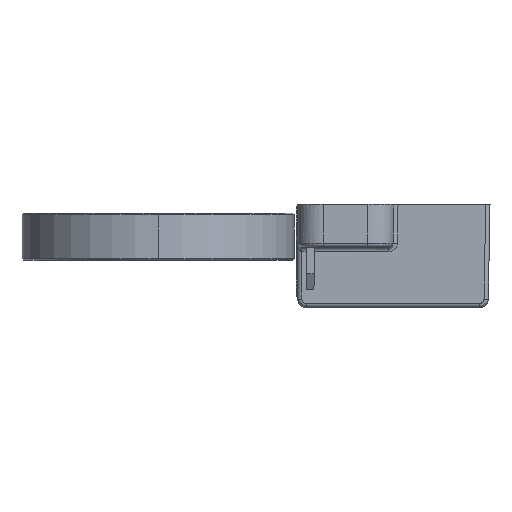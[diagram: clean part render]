
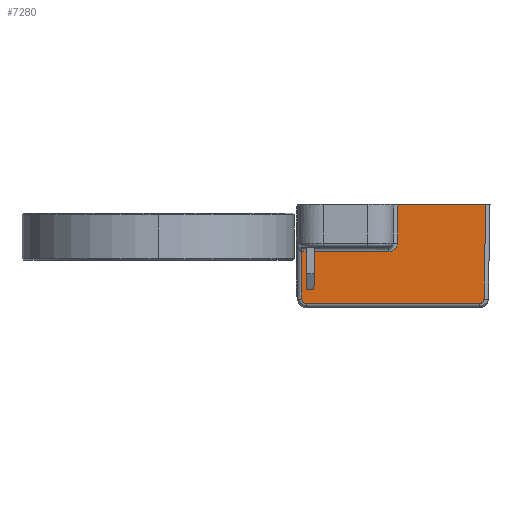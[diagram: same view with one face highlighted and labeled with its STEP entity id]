
A CAD part, front view. The second image highlights one B-rep face of the part: STEP entity #7280.
In plain terms, the highlighted planar face has unit normal (0, -1, -0.018).
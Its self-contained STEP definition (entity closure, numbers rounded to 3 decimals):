
#2953=DIRECTION('',(1.,0.,0.));
#2954=VECTOR('',#2953,20.208);
#2955=CARTESIAN_POINT('',(1.,-15.799,
-11.509));
#2956=LINE('',#2955,#2954);
#2961=CARTESIAN_POINT('',(10.621,-15.904,
-5.491));
#2962=CARTESIAN_POINT('',(10.661,-15.904,
-5.491));
#2963=CARTESIAN_POINT('',(10.739,-15.904,
-5.487));
#2964=CARTESIAN_POINT('',(10.856,-15.905,
-5.466));
#2965=CARTESIAN_POINT('',(10.971,-15.905,
-5.431));
#2966=CARTESIAN_POINT('',(11.082,-15.906,
-5.382));
#2967=CARTESIAN_POINT('',(11.185,-15.907,
-5.32));
#2968=CARTESIAN_POINT('',(11.28,-15.908,
-5.247));
#2969=CARTESIAN_POINT('',(11.365,-15.91,
-5.163));
#2970=CARTESIAN_POINT('',(11.44,-15.912,
-5.069));
#2971=CARTESIAN_POINT('',(11.504,-15.913,
-4.967));
#2972=CARTESIAN_POINT('',(11.554,-15.915,
-4.858));
#2973=CARTESIAN_POINT('',(11.592,-15.917,
-4.743));
#2974=CARTESIAN_POINT('',(11.615,-15.919,
-4.626));
#2975=CARTESIAN_POINT('',(11.621,-15.921,
-4.548));
#2976=CARTESIAN_POINT('',(11.621,-15.921,
-4.509));
#2978=DIRECTION('',(0.017,-0.017,1.));
#2979=VECTOR('',#2978,4.51);
#2980=CARTESIAN_POINT('',(11.621,-15.921,
-4.509));
#2981=LINE('',#2980,#2979);
#2982=DIRECTION('',(1.,0.,0.));
#2983=VECTOR('',#2982,10.2);
#2984=CARTESIAN_POINT('',(11.7,-16.,
0.));
#2985=LINE('',#2984,#2983);
#2986=DIRECTION('',(-0.017,0.017,-1.));
#2987=VECTOR('',#2986,11.021);
#2988=CARTESIAN_POINT('',(21.9,-16.,
0.));
#2989=LINE('',#2988,#2987);
#2990=CARTESIAN_POINT('',(21.708,-15.808,
-11.017));
#2991=CARTESIAN_POINT('',(21.707,-15.807,
-11.04));
#2992=CARTESIAN_POINT('',(21.703,-15.806,
-11.086));
#2993=CARTESIAN_POINT('',(21.688,-15.805,
-11.155));
#2994=CARTESIAN_POINT('',(21.662,-15.804,
-11.222));
#2995=CARTESIAN_POINT('',(21.627,-15.803,
-11.284));
#2996=CARTESIAN_POINT('',(21.584,-15.802,
-11.341));
#2997=CARTESIAN_POINT('',(21.533,-15.801,
-11.39));
#2998=CARTESIAN_POINT('',(21.476,-15.8,
-11.433));
#2999=CARTESIAN_POINT('',(21.413,-15.8,
-11.467));
#3000=CARTESIAN_POINT('',(21.346,-15.799,
-11.491));
#3001=CARTESIAN_POINT('',(21.277,-15.799,
-11.506));
#3002=CARTESIAN_POINT('',(21.231,-15.799,
-11.509));
#3003=CARTESIAN_POINT('',(21.208,-15.799,
-11.509));
#3005=CARTESIAN_POINT('',(1.,-15.799,
-11.509));
#3006=CARTESIAN_POINT('',(0.977,-15.799,
-11.509));
#3007=CARTESIAN_POINT('',(0.93,-15.799,
-11.506));
#3008=CARTESIAN_POINT('',(0.86,-15.799,
-11.491));
#3009=CARTESIAN_POINT('',(0.793,-15.8,
-11.466));
#3010=CARTESIAN_POINT('',(0.729,-15.8,
-11.431));
#3011=CARTESIAN_POINT('',(0.672,-15.801,
-11.388));
#3012=CARTESIAN_POINT('',(0.621,-15.802,
-11.337));
#3013=CARTESIAN_POINT('',(0.578,-15.803,
-11.28));
#3014=CARTESIAN_POINT('',(0.543,-15.804,
-11.216));
#3015=CARTESIAN_POINT('',(0.518,-15.805,
-11.148));
#3016=CARTESIAN_POINT('',(0.503,-15.807,
-11.078));
#3017=CARTESIAN_POINT('',(0.5,-15.807,
-11.032));
#3018=CARTESIAN_POINT('',(0.5,-15.808,
-11.009));
#3020=DIRECTION('',(0.017,0.017,-1.));
#3021=VECTOR('',#3020,4.385);
#3022=CARTESIAN_POINT('',(1.009,-15.904,
-5.491));
#3023=LINE('',#3022,#3021);
#3024=DIRECTION('',(1.,0.,0.));
#3025=VECTOR('',#3024,0.83);
#3026=CARTESIAN_POINT('',(1.085,-15.828,
-9.875));
#3027=LINE('',#3026,#3025);
#3032=DIRECTION('',(-1.,0.,0.));
#3033=VECTOR('',#3032,8.63);
#3034=CARTESIAN_POINT('',(10.621,-15.904,
-5.491));
#3035=LINE('',#3034,#3033);
#3051=DIRECTION('',(-0.017,0.017,-1.));
#3052=VECTOR('',#3051,4.385);
#3053=CARTESIAN_POINT('',(1.991,-15.904,
-5.491));
#3054=LINE('',#3053,#3052);
#3090=DIRECTION('',(-1.,0.,0.));
#3091=VECTOR('',#3090,0.509);
#3092=CARTESIAN_POINT('',(1.009,-15.904,
-5.491));
#3093=LINE('',#3092,#3091);
#3520=DIRECTION('',(0.,0.017,-1.));
#3521=VECTOR('',#3520,5.518);
#3522=CARTESIAN_POINT('',(0.5,-15.904,
-5.491));
#3523=LINE('',#3522,#3521);
#4130=CARTESIAN_POINT('',(1.,-15.799,
-11.509));
#4131=CARTESIAN_POINT('',(21.208,-15.799,
-11.509));
#4132=VERTEX_POINT('',#4130);
#4133=VERTEX_POINT('',#4131);
#4134=CARTESIAN_POINT('',(10.621,-15.904,
-5.491));
#4135=CARTESIAN_POINT('',(1.991,-15.904,
-5.491));
#4136=VERTEX_POINT('',#4134);
#4137=VERTEX_POINT('',#4135);
#4138=VERTEX_POINT('',#2976);
#4139=CARTESIAN_POINT('',(11.7,-16.,
0.));
#4140=VERTEX_POINT('',#4139);
#4141=CARTESIAN_POINT('',(21.9,-16.,
0.));
#4142=VERTEX_POINT('',#4141);
#4143=CARTESIAN_POINT('',(21.708,-15.808,
-11.017));
#4144=VERTEX_POINT('',#4143);
#4145=VERTEX_POINT('',#3018);
#4146=CARTESIAN_POINT('',(0.5,-15.904,
-5.491));
#4147=VERTEX_POINT('',#4146);
#4148=CARTESIAN_POINT('',(1.009,-15.904,
-5.491));
#4149=VERTEX_POINT('',#4148);
#4150=CARTESIAN_POINT('',(1.085,-15.828,
-9.875));
#4151=VERTEX_POINT('',#4150);
#4152=CARTESIAN_POINT('',(1.915,-15.828,
-9.875));
#4153=VERTEX_POINT('',#4152);
#7250=CARTESIAN_POINT('',(22.4,-16.,0.));
#7251=DIRECTION('',(0.,-1.,-0.017));
#7252=DIRECTION('',(-1.,0.,0.));
#7253=AXIS2_PLACEMENT_3D('',#7250,#7251,#7252);
#7254=PLANE('',#7253);
#7256=ORIENTED_EDGE('',*,*,#7255,.F.);
#7258=ORIENTED_EDGE('',*,*,#7257,.T.);
#7260=ORIENTED_EDGE('',*,*,#7259,.T.);
#7261=ORIENTED_EDGE('',*,*,#6926,.T.);
#7263=ORIENTED_EDGE('',*,*,#7262,.T.);
#7265=ORIENTED_EDGE('',*,*,#7264,.T.);
#7266=ORIENTED_EDGE('',*,*,#7234,.F.);
#7267=ORIENTED_EDGE('',*,*,#7217,.T.);
#7269=ORIENTED_EDGE('',*,*,#7268,.F.);
#7271=ORIENTED_EDGE('',*,*,#7270,.F.);
#7273=ORIENTED_EDGE('',*,*,#7272,.T.);
#7275=ORIENTED_EDGE('',*,*,#7274,.T.);
#7277=ORIENTED_EDGE('',*,*,#7276,.F.);
#7278=EDGE_LOOP('',(#7256,#7258,#7260,#7261,#7263,#7265,#7266,#7267,#7269,#7271,
#7273,#7275,#7277));
#7279=FACE_OUTER_BOUND('',#7278,.F.);
#7280=ADVANCED_FACE('',(#7279),#7254,.T.);
#2977=B_SPLINE_CURVE_WITH_KNOTS('',3,(#2961,#2962,#2963,#2964,#2965,#2966,#2967,
#2968,#2969,#2970,#2971,#2972,#2973,#2974,#2975,#2976),.UNSPECIFIED.,.F.,.F.,(4,
1,1,1,1,1,1,1,1,1,1,1,1,4),(0.,0.077,0.154,
0.231,0.308,0.385,0.462,
0.538,0.615,0.692,0.769,
0.846,0.923,1.),.UNSPECIFIED.);
#3004=B_SPLINE_CURVE_WITH_KNOTS('',3,(#2990,#2991,#2992,#2993,#2994,#2995,#2996,
#2997,#2998,#2999,#3000,#3001,#3002,#3003),.UNSPECIFIED.,.F.,.F.,(4,1,1,1,1,1,1,
1,1,1,1,4),(0.,0.091,0.182,0.273,
0.364,0.455,0.545,0.636,
0.727,0.818,0.909,1.),.UNSPECIFIED.);
#3019=B_SPLINE_CURVE_WITH_KNOTS('',3,(#3005,#3006,#3007,#3008,#3009,#3010,#3011,
#3012,#3013,#3014,#3015,#3016,#3017,#3018),.UNSPECIFIED.,.F.,.F.,(4,1,1,1,1,1,1,
1,1,1,1,4),(0.,0.091,0.182,0.273,
0.364,0.455,0.545,0.636,
0.727,0.818,0.909,1.),.UNSPECIFIED.);
#6926=EDGE_CURVE('',#4140,#4142,#2985,.T.);
#7217=EDGE_CURVE('',#4132,#4145,#3019,.T.);
#7234=EDGE_CURVE('',#4132,#4133,#2956,.T.);
#7255=EDGE_CURVE('',#4136,#4137,#3035,.T.);
#7257=EDGE_CURVE('',#4136,#4138,#2977,.T.);
#7259=EDGE_CURVE('',#4138,#4140,#2981,.T.);
#7262=EDGE_CURVE('',#4142,#4144,#2989,.T.);
#7264=EDGE_CURVE('',#4144,#4133,#3004,.T.);
#7268=EDGE_CURVE('',#4147,#4145,#3523,.T.);
#7270=EDGE_CURVE('',#4149,#4147,#3093,.T.);
#7272=EDGE_CURVE('',#4149,#4151,#3023,.T.);
#7274=EDGE_CURVE('',#4151,#4153,#3027,.T.);
#7276=EDGE_CURVE('',#4137,#4153,#3054,.T.);
